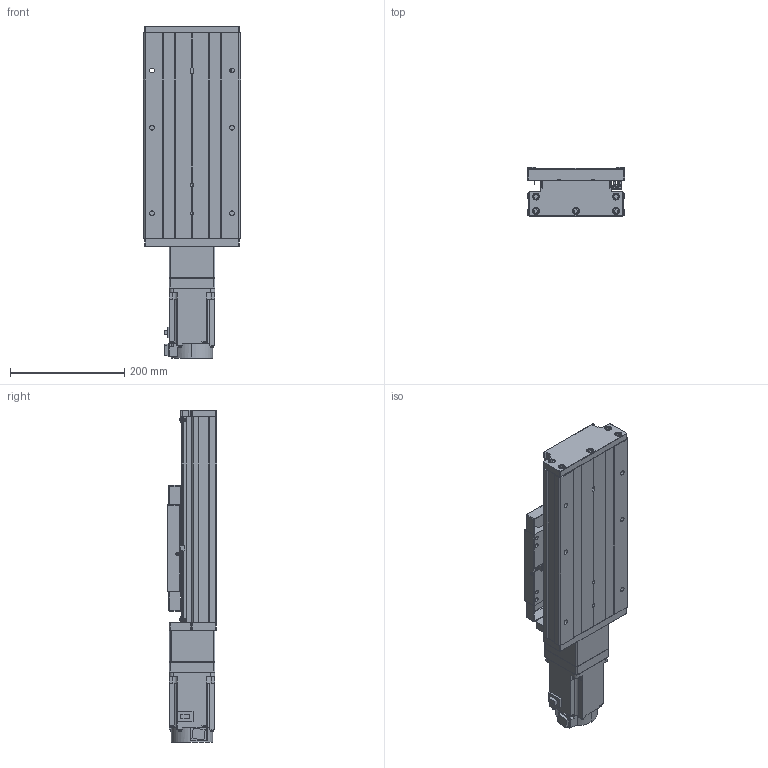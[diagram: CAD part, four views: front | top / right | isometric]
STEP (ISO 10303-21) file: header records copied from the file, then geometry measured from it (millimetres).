
FILE_DESCRIPTION (( 'STEP AP203' ), '1' );
FILE_NAME ('GTH17-100-BC-M75-C4.step', '2023-06-30T11:19:30', ( '微软用户' ), ( '微软中国' ), 'SwSTEP 2.0', 'SolidWorks 2020', '' );
FILE_SCHEMA (( 'CONFIG_CONTROL_DESIGN' ));
Length unit declared in the file: millimetre
Products named in the file (20): GTH17-001_100; CTHA60-016; GBT 70.3-M3℅8; GTH17-002_GTH17-002; GBT 70.1-M3℅5; GTH17-006-2_M75; GTH17-004; GBT77-2000 M3×3; GTH17-013; GTH17-005; GBT 70.1-M6¡Á20_M6¡Á20; GTH17-027-1; GB1155-6X6; GTH17-031; HG-KN73J-S100; CTHA60-017; GBT 70.2-M3¡Á5_M3¡Á6; GTH17-100-BC-M75-C4; EE_SX911P_R; す晦芛蹟隊 M3℅5
Assembly tree (57 placements, depth 2):
  GTH17-100-BC-M75-C4
    GTH17-001_100
    GTH17-002_GTH17-002
    GTH17-004
    GTH17-005
    GB1155-6X6  x2
    CTHA60-017  x3
    EE_SX911P_R  x3
    CTHA60-016  x2
    GBT 70.1-M3℅5  x6
    GBT77-2000 M3×3  x6
    GBT 70.1-M6¡Á20_M6¡Á20  x10
    GTH17-031
    GBT 70.2-M3¡Á5_M3¡Á6  x8
    す晦芛蹟隊 M3℅5  x6
    GBT 70.3-M3℅8  x2
    GTH17-006-2_M75
    GTH17-013
    GTH17-027-1
    HG-KN73J-S100
Bounding box: 171 x 87 x 581.2 mm (x, y, z)
Volume: 4484359.4 mm3; surface area: 672783.8 mm2
Topology: 60 solids, 60 shells, 2384 faces, 5701 edges, 3531 vertices
Faces by surface type: plane 1299, cylinder 638, cone 287, torus 120, sphere 20, bspline 20
Entity records: 44221 total; most frequent: CARTESIAN_POINT 10277, DIRECTION 6357, ORIENTED_EDGE 6318, EDGE_CURVE 3159, AXIS2_PLACEMENT_3D 2145, LINE 2067, VECTOR 2067, VERTEX_POINT 1999
